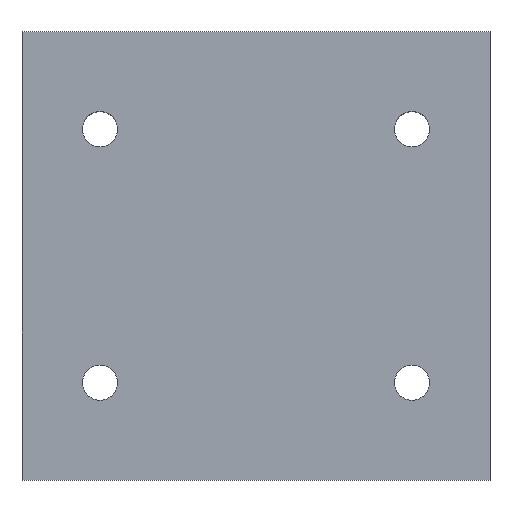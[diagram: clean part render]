
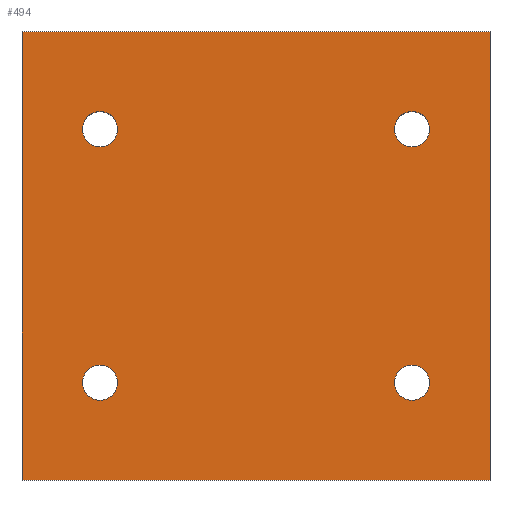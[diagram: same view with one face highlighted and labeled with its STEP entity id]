
A CAD part, top view. The second image highlights one B-rep face of the part: STEP entity #494.
In plain terms, the highlighted planar face has unit normal (0, 0, 1).
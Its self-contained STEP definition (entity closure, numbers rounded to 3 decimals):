
#214=AXIS2_PLACEMENT_3D('Circle Axis2P3D',#212,#213,$) ;
#249=AXIS2_PLACEMENT_3D('Circle Axis2P3D',#247,#248,$) ;
#271=AXIS2_PLACEMENT_3D('Circle Axis2P3D',#269,#270,$) ;
#306=AXIS2_PLACEMENT_3D('Circle Axis2P3D',#304,#305,$) ;
#328=AXIS2_PLACEMENT_3D('Circle Axis2P3D',#326,#327,$) ;
#363=AXIS2_PLACEMENT_3D('Circle Axis2P3D',#361,#362,$) ;
#385=AXIS2_PLACEMENT_3D('Circle Axis2P3D',#383,#384,$) ;
#420=AXIS2_PLACEMENT_3D('Circle Axis2P3D',#418,#419,$) ;
#468=AXIS2_PLACEMENT_3D('Plane Axis2P3D',#465,#466,#467) ;
#42=CARTESIAN_POINT('Vertex',(-60.,57.5,25.)) ;
#56=CARTESIAN_POINT('Vertex',(-60.,-57.5,25.)) ;
#59=CARTESIAN_POINT('Line Origine',(-60.,0.,25.)) ;
#87=CARTESIAN_POINT('Vertex',(0.,-57.5,25.)) ;
#90=CARTESIAN_POINT('Line Origine',(-30.,-57.5,25.)) ;
#113=CARTESIAN_POINT('Vertex',(60.,-57.5,25.)) ;
#116=CARTESIAN_POINT('Line Origine',(30.,-57.5,25.)) ;
#144=CARTESIAN_POINT('Vertex',(60.,57.5,25.)) ;
#147=CARTESIAN_POINT('Line Origine',(60.,0.,25.)) ;
#175=CARTESIAN_POINT('Vertex',(0.,57.5,25.)) ;
#178=CARTESIAN_POINT('Line Origine',(30.,57.5,25.)) ;
#195=CARTESIAN_POINT('Line Origine',(-30.,57.5,25.)) ;
#212=CARTESIAN_POINT('Axis2P3D Location',(-40.,32.5,25.)) ;
#216=CARTESIAN_POINT('Vertex',(-44.5,32.5,25.)) ;
#218=CARTESIAN_POINT('Vertex',(-35.5,32.5,25.)) ;
#247=CARTESIAN_POINT('Axis2P3D Location',(-40.,32.5,25.)) ;
#269=CARTESIAN_POINT('Axis2P3D Location',(40.,32.5,25.)) ;
#273=CARTESIAN_POINT('Vertex',(44.5,32.5,25.)) ;
#275=CARTESIAN_POINT('Vertex',(35.5,32.5,25.)) ;
#304=CARTESIAN_POINT('Axis2P3D Location',(40.,32.5,25.)) ;
#326=CARTESIAN_POINT('Axis2P3D Location',(-40.,-32.5,25.)) ;
#330=CARTESIAN_POINT('Vertex',(-44.5,-32.5,25.)) ;
#332=CARTESIAN_POINT('Vertex',(-35.5,-32.5,25.)) ;
#361=CARTESIAN_POINT('Axis2P3D Location',(-40.,-32.5,25.)) ;
#383=CARTESIAN_POINT('Axis2P3D Location',(40.,-32.5,25.)) ;
#387=CARTESIAN_POINT('Vertex',(44.5,-32.5,25.)) ;
#389=CARTESIAN_POINT('Vertex',(35.5,-32.5,25.)) ;
#418=CARTESIAN_POINT('Axis2P3D Location',(40.,-32.5,25.)) ;
#465=CARTESIAN_POINT('Axis2P3D Location',(0.,0.,25.)) ;
#60=DIRECTION('Vector Direction',(0.,-1.,0.)) ;
#91=DIRECTION('Vector Direction',(-1.,0.,0.)) ;
#117=DIRECTION('Vector Direction',(1.,0.,0.)) ;
#148=DIRECTION('Vector Direction',(0.,-1.,0.)) ;
#179=DIRECTION('Vector Direction',(-1.,0.,0.)) ;
#196=DIRECTION('Vector Direction',(1.,0.,0.)) ;
#213=DIRECTION('Axis2P3D Direction',(0.,0.,1.)) ;
#248=DIRECTION('Axis2P3D Direction',(0.,0.,1.)) ;
#270=DIRECTION('Axis2P3D Direction',(0.,0.,1.)) ;
#305=DIRECTION('Axis2P3D Direction',(0.,0.,1.)) ;
#327=DIRECTION('Axis2P3D Direction',(0.,0.,1.)) ;
#362=DIRECTION('Axis2P3D Direction',(0.,0.,1.)) ;
#384=DIRECTION('Axis2P3D Direction',(0.,0.,1.)) ;
#419=DIRECTION('Axis2P3D Direction',(0.,0.,1.)) ;
#466=DIRECTION('Axis2P3D Direction',(0.,0.,1.)) ;
#467=DIRECTION('Axis2P3D XDirection',(1.,0.,0.)) ;
#61=VECTOR('Line Direction',#60,1.) ;
#92=VECTOR('Line Direction',#91,1.) ;
#118=VECTOR('Line Direction',#117,1.) ;
#149=VECTOR('Line Direction',#148,1.) ;
#180=VECTOR('Line Direction',#179,1.) ;
#197=VECTOR('Line Direction',#196,1.) ;
#471=ORIENTED_EDGE('',*,*,#63,.T.) ;
#472=ORIENTED_EDGE('',*,*,#94,.T.) ;
#473=ORIENTED_EDGE('',*,*,#120,.T.) ;
#474=ORIENTED_EDGE('',*,*,#151,.T.) ;
#475=ORIENTED_EDGE('',*,*,#182,.T.) ;
#476=ORIENTED_EDGE('',*,*,#199,.T.) ;
#479=ORIENTED_EDGE('',*,*,#220,.F.) ;
#480=ORIENTED_EDGE('',*,*,#251,.F.) ;
#483=ORIENTED_EDGE('',*,*,#277,.F.) ;
#484=ORIENTED_EDGE('',*,*,#308,.F.) ;
#487=ORIENTED_EDGE('',*,*,#334,.F.) ;
#488=ORIENTED_EDGE('',*,*,#365,.F.) ;
#491=ORIENTED_EDGE('',*,*,#391,.F.) ;
#492=ORIENTED_EDGE('',*,*,#422,.F.) ;
#481=FACE_BOUND('',#478,.T.) ;
#485=FACE_BOUND('',#482,.T.) ;
#489=FACE_BOUND('',#486,.T.) ;
#493=FACE_BOUND('',#490,.T.) ;
#494=ADVANCED_FACE('PartBody',(#477,#481,#485,#489,#493),#469,.T.) ;
#215=CIRCLE('generated circle',#214,4.5) ;
#250=CIRCLE('generated circle',#249,4.5) ;
#272=CIRCLE('generated circle',#271,4.5) ;
#307=CIRCLE('generated circle',#306,4.5) ;
#329=CIRCLE('generated circle',#328,4.5) ;
#364=CIRCLE('generated circle',#363,4.5) ;
#386=CIRCLE('generated circle',#385,4.5) ;
#421=CIRCLE('generated circle',#420,4.5) ;
#63=EDGE_CURVE('',#43,#57,#62,.T.) ;
#94=EDGE_CURVE('',#57,#88,#93,.F.) ;
#120=EDGE_CURVE('',#88,#114,#119,.T.) ;
#151=EDGE_CURVE('',#114,#145,#150,.F.) ;
#182=EDGE_CURVE('',#145,#176,#181,.T.) ;
#199=EDGE_CURVE('',#176,#43,#198,.F.) ;
#220=EDGE_CURVE('',#217,#219,#215,.T.) ;
#251=EDGE_CURVE('',#219,#217,#250,.T.) ;
#277=EDGE_CURVE('',#274,#276,#272,.T.) ;
#308=EDGE_CURVE('',#276,#274,#307,.T.) ;
#334=EDGE_CURVE('',#331,#333,#329,.T.) ;
#365=EDGE_CURVE('',#333,#331,#364,.T.) ;
#391=EDGE_CURVE('',#388,#390,#386,.T.) ;
#422=EDGE_CURVE('',#390,#388,#421,.T.) ;
#470=EDGE_LOOP('',(#471,#472,#473,#474,#475,#476)) ;
#478=EDGE_LOOP('',(#479,#480)) ;
#482=EDGE_LOOP('',(#483,#484)) ;
#486=EDGE_LOOP('',(#487,#488)) ;
#490=EDGE_LOOP('',(#491,#492)) ;
#477=FACE_OUTER_BOUND('',#470,.T.) ;
#62=LINE('Line',#59,#61) ;
#93=LINE('Line',#90,#92) ;
#119=LINE('Line',#116,#118) ;
#150=LINE('Line',#147,#149) ;
#181=LINE('Line',#178,#180) ;
#198=LINE('Line',#195,#197) ;
#469=PLANE('',#468) ;
#43=VERTEX_POINT('',#42) ;
#57=VERTEX_POINT('',#56) ;
#88=VERTEX_POINT('',#87) ;
#114=VERTEX_POINT('',#113) ;
#145=VERTEX_POINT('',#144) ;
#176=VERTEX_POINT('',#175) ;
#217=VERTEX_POINT('',#216) ;
#219=VERTEX_POINT('',#218) ;
#274=VERTEX_POINT('',#273) ;
#276=VERTEX_POINT('',#275) ;
#331=VERTEX_POINT('',#330) ;
#333=VERTEX_POINT('',#332) ;
#388=VERTEX_POINT('',#387) ;
#390=VERTEX_POINT('',#389) ;
